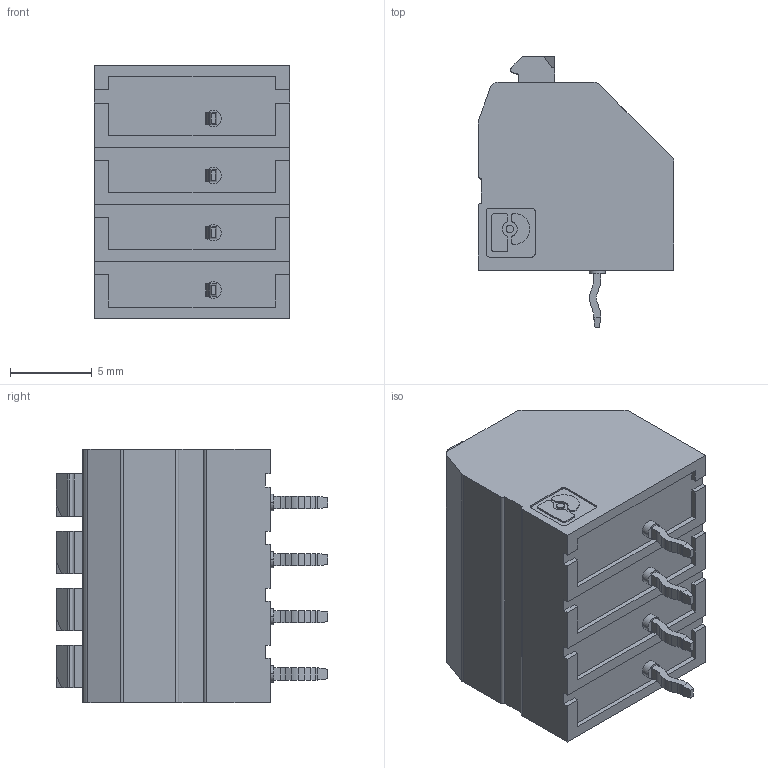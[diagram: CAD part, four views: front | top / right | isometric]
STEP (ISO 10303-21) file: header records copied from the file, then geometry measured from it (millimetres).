
FILE_DESCRIPTION(('SolidDesigner STEP Export'),'2;1');
FILE_NAME('ptsa1.5-4-3.5-f.stp','2002-09-27T 7:22:50',(''),(''),'OneSpaceDesigner STEP processor Version: 9.0 (March 2001)for AP214(CD)(Solid Model)','CoCreate OneSpaceDesigner: 11.50A 18-Jul-2002(C) CoCreate Software GmbH','');
FILE_SCHEMA(('AUTOMOTIVE_DESIGN_CC2 {1 2 10303 214 -1 1 5 1}'));
Length unit declared in the file: millimetre
Products named in the file (2): ptsa1.5-4-3.5-f
Assembly tree (1 placements, depth 2):
  ptsa1.5-4-3.5-f
    ptsa1.5-4-3.5-f
Bounding box: 12 x 16.6 x 15.5 mm (x, y, z)
Volume: 1766.1 mm3; surface area: 1328.2 mm2
Topology: 1 solids, 1 shells, 440 faces, 1194 edges, 774 vertices
Faces by surface type: plane 261, cylinder 133, cone 46
Entity records: 18042 total; most frequent: CARTESIAN_POINT 3811, ORIENTED_EDGE 2388, DIRECTION 2050, EDGE_CURVE 1194, VECTOR 800, LINE 800, VERTEX_POINT 774, AXIS2_PLACEMENT_3D 625
